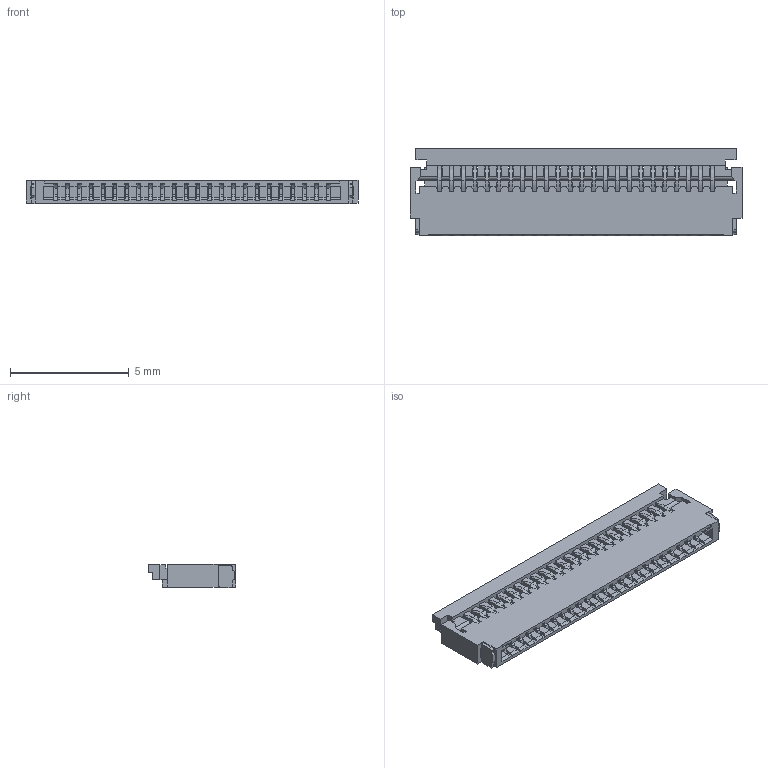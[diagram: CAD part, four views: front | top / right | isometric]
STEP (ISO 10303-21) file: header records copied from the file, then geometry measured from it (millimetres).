
FILE_DESCRIPTION(('STEP AP242'),'1');
FILE_NAME('687124182122.stp','2021-05-20T01:20:19',('TraceParts'),('TraceParts S.A.'),'Spatial InterOp 3D',' ',' ');
FILE_SCHEMA(('AP242_MANAGED_MODEL_BASED_3D_ENGINEERING_MIM_LF {1 0 10303 442 1 1 4}'));
Length unit declared in the file: millimetre
Products named in the file (1): 687124182122_1
Bounding box: 14 x 3.7 x 0.98 mm (x, y, z)
Volume: 30.2 mm3; surface area: 359.7 mm2
Topology: 28 solids, 28 shells, 1449 faces, 4345 edges, 2880 vertices
Faces by surface type: plane 1127, cylinder 322
Entity records: 55451 total; most frequent: CARTESIAN_POINT 8702, ORIENTED_EDGE 8690, DIRECTION 7943, EDGE_CURVE 4345, LINE 3701, VECTOR 3701, VERTEX_POINT 2880, AXIS2_PLACEMENT_3D 2121
